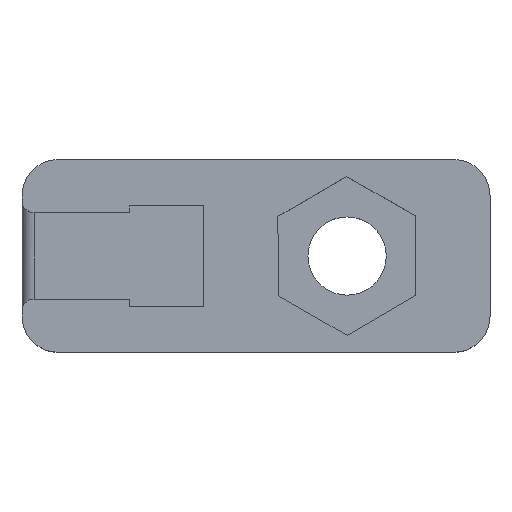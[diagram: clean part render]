
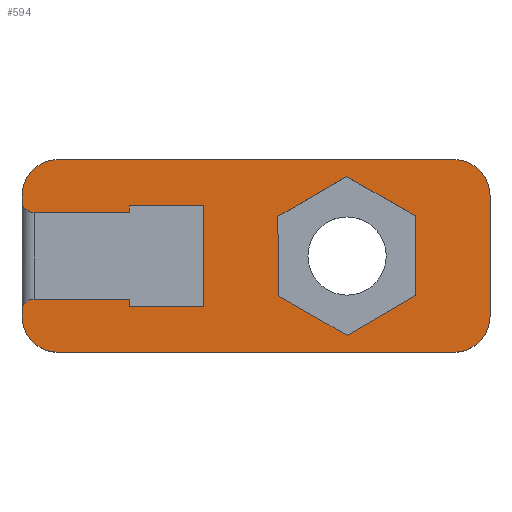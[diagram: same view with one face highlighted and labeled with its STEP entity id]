
A CAD part, top view. The second image highlights one B-rep face of the part: STEP entity #594.
In plain terms, the highlighted planar face has unit normal (0, 0, 1).
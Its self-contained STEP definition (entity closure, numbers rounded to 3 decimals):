
#18=FACE_BOUND('',#97,.T.);
#29=PLANE('',#660);
#61=FACE_OUTER_BOUND('',#96,.T.);
#96=EDGE_LOOP('',(#480,#481,#482,#483,#484,#485,#486,#487,#488,#489,#490,
#491,#492,#493,#494,#495,#496,#497));
#97=EDGE_LOOP('',(#498,#499,#500,#501,#502,#503));
#115=CIRCLE('',#624,0.5);
#116=CIRCLE('',#627,0.5);
#129=CIRCLE('',#650,1.5);
#130=CIRCLE('',#653,1.5);
#131=CIRCLE('',#656,1.5);
#132=CIRCLE('',#658,1.5);
#142=LINE('',#874,#205);
#149=LINE('',#889,#212);
#159=LINE('',#962,#222);
#162=LINE('',#971,#225);
#166=LINE('',#982,#229);
#167=LINE('',#985,#230);
#168=LINE('',#987,#231);
#169=LINE('',#989,#232);
#170=LINE('',#991,#233);
#171=LINE('',#992,#234);
#172=LINE('',#993,#235);
#173=LINE('',#994,#236);
#174=LINE('',#997,#237);
#175=LINE('',#999,#238);
#176=LINE('',#1001,#239);
#177=LINE('',#1003,#240);
#178=LINE('',#1005,#241);
#179=LINE('',#1006,#242);
#205=VECTOR('',#702,10.);
#212=VECTOR('',#713,10.);
#222=VECTOR('',#761,10.);
#225=VECTOR('',#770,10.);
#229=VECTOR('',#784,10.);
#230=VECTOR('',#787,10.);
#231=VECTOR('',#788,10.);
#232=VECTOR('',#789,10.);
#233=VECTOR('',#790,10.);
#234=VECTOR('',#791,10.);
#235=VECTOR('',#792,10.);
#236=VECTOR('',#793,10.);
#237=VECTOR('',#794,10.);
#238=VECTOR('',#795,10.);
#239=VECTOR('',#796,10.);
#240=VECTOR('',#797,10.);
#241=VECTOR('',#798,10.);
#242=VECTOR('',#799,10.);
#261=VERTEX_POINT('',#850);
#262=VERTEX_POINT('',#852);
#265=VERTEX_POINT('',#859);
#266=VERTEX_POINT('',#861);
#269=VERTEX_POINT('',#872);
#275=VERTEX_POINT('',#888);
#290=VERTEX_POINT('',#954);
#291=VERTEX_POINT('',#956);
#292=VERTEX_POINT('',#960);
#293=VERTEX_POINT('',#964);
#294=VERTEX_POINT('',#965);
#295=VERTEX_POINT('',#970);
#296=VERTEX_POINT('',#974);
#297=VERTEX_POINT('',#978);
#298=VERTEX_POINT('',#984);
#299=VERTEX_POINT('',#986);
#300=VERTEX_POINT('',#988);
#301=VERTEX_POINT('',#990);
#302=VERTEX_POINT('',#995);
#303=VERTEX_POINT('',#996);
#304=VERTEX_POINT('',#998);
#305=VERTEX_POINT('',#1000);
#306=VERTEX_POINT('',#1002);
#307=VERTEX_POINT('',#1004);
#316=EDGE_CURVE('',#261,#262,#115,.T.);
#320=EDGE_CURVE('',#265,#266,#116,.T.);
#327=EDGE_CURVE('',#261,#269,#142,.T.);
#334=EDGE_CURVE('',#275,#266,#149,.T.);
#354=EDGE_CURVE('',#290,#291,#129,.T.);
#357=EDGE_CURVE('',#290,#292,#159,.T.);
#358=EDGE_CURVE('',#293,#294,#130,.T.);
#361=EDGE_CURVE('',#294,#295,#162,.T.);
#363=EDGE_CURVE('',#295,#296,#131,.T.);
#365=EDGE_CURVE('',#297,#292,#132,.T.);
#367=EDGE_CURVE('',#297,#296,#166,.T.);
#368=EDGE_CURVE('',#269,#298,#167,.T.);
#369=EDGE_CURVE('',#298,#299,#168,.T.);
#370=EDGE_CURVE('',#299,#300,#169,.T.);
#371=EDGE_CURVE('',#300,#301,#170,.T.);
#372=EDGE_CURVE('',#301,#275,#171,.T.);
#373=EDGE_CURVE('',#291,#265,#172,.T.);
#374=EDGE_CURVE('',#262,#293,#173,.T.);
#375=EDGE_CURVE('',#302,#303,#174,.T.);
#376=EDGE_CURVE('',#303,#304,#175,.T.);
#377=EDGE_CURVE('',#304,#305,#176,.T.);
#378=EDGE_CURVE('',#305,#306,#177,.T.);
#379=EDGE_CURVE('',#306,#307,#178,.T.);
#380=EDGE_CURVE('',#307,#302,#179,.T.);
#480=ORIENTED_EDGE('',*,*,#316,.F.);
#481=ORIENTED_EDGE('',*,*,#327,.T.);
#482=ORIENTED_EDGE('',*,*,#368,.T.);
#483=ORIENTED_EDGE('',*,*,#369,.T.);
#484=ORIENTED_EDGE('',*,*,#370,.T.);
#485=ORIENTED_EDGE('',*,*,#371,.T.);
#486=ORIENTED_EDGE('',*,*,#372,.T.);
#487=ORIENTED_EDGE('',*,*,#334,.T.);
#488=ORIENTED_EDGE('',*,*,#320,.F.);
#489=ORIENTED_EDGE('',*,*,#373,.F.);
#490=ORIENTED_EDGE('',*,*,#354,.F.);
#491=ORIENTED_EDGE('',*,*,#357,.T.);
#492=ORIENTED_EDGE('',*,*,#365,.F.);
#493=ORIENTED_EDGE('',*,*,#367,.T.);
#494=ORIENTED_EDGE('',*,*,#363,.F.);
#495=ORIENTED_EDGE('',*,*,#361,.F.);
#496=ORIENTED_EDGE('',*,*,#358,.F.);
#497=ORIENTED_EDGE('',*,*,#374,.F.);
#498=ORIENTED_EDGE('',*,*,#375,.T.);
#499=ORIENTED_EDGE('',*,*,#376,.T.);
#500=ORIENTED_EDGE('',*,*,#377,.T.);
#501=ORIENTED_EDGE('',*,*,#378,.T.);
#502=ORIENTED_EDGE('',*,*,#379,.T.);
#503=ORIENTED_EDGE('',*,*,#380,.T.);
#594=ADVANCED_FACE('',(#61,#18),#29,.T.);
#624=AXIS2_PLACEMENT_3D('',#853,#681,#682);
#627=AXIS2_PLACEMENT_3D('',#862,#689,#690);
#650=AXIS2_PLACEMENT_3D('',#957,#755,#756);
#653=AXIS2_PLACEMENT_3D('',#966,#764,#765);
#656=AXIS2_PLACEMENT_3D('',#975,#774,#775);
#658=AXIS2_PLACEMENT_3D('',#979,#779,#780);
#660=AXIS2_PLACEMENT_3D('',#983,#785,#786);
#681=DIRECTION('center_axis',(0.,0.,-1.));
#682=DIRECTION('ref_axis',(-0.707,-0.707,0.));
#689=DIRECTION('center_axis',(0.,0.,-1.));
#690=DIRECTION('ref_axis',(-0.707,0.707,0.));
#702=DIRECTION('',(1.,0.,0.));
#713=DIRECTION('',(-1.,0.,0.));
#755=DIRECTION('center_axis',(0.,0.,-1.));
#756=DIRECTION('ref_axis',(-0.707,-0.707,0.));
#761=DIRECTION('',(1.,0.,0.));
#764=DIRECTION('center_axis',(0.,0.,-1.));
#765=DIRECTION('ref_axis',(-0.707,0.707,0.));
#770=DIRECTION('',(1.,0.,0.));
#774=DIRECTION('center_axis',(0.,0.,-1.));
#775=DIRECTION('ref_axis',(0.707,0.707,0.));
#779=DIRECTION('center_axis',(0.,0.,-1.));
#780=DIRECTION('ref_axis',(0.707,-0.707,0.));
#784=DIRECTION('',(0.,1.,0.));
#785=DIRECTION('center_axis',(0.,0.,1.));
#786=DIRECTION('ref_axis',(-1.,0.,0.));
#787=DIRECTION('',(0.,1.,0.));
#788=DIRECTION('',(1.,0.,0.));
#789=DIRECTION('',(0.,-1.,0.));
#790=DIRECTION('',(-1.,0.,0.));
#791=DIRECTION('',(0.,1.,0.));
#792=DIRECTION('',(0.,1.,0.));
#793=DIRECTION('',(0.,1.,0.));
#794=DIRECTION('',(-0.864,-0.503,0.));
#795=DIRECTION('',(-0.868,0.497,0.));
#796=DIRECTION('',(-0.004,1.,0.));
#797=DIRECTION('',(0.864,0.503,0.));
#798=DIRECTION('',(0.868,-0.497,0.));
#799=DIRECTION('',(0.004,-1.,0.));
#850=CARTESIAN_POINT('',(-95.5,35.3,110.6));
#852=CARTESIAN_POINT('',(-96.,35.8,110.6));
#853=CARTESIAN_POINT('Origin',(-95.5,35.8,110.6));
#859=CARTESIAN_POINT('',(-96.,31.2,110.6));
#861=CARTESIAN_POINT('',(-95.5,31.7,110.6));
#862=CARTESIAN_POINT('Origin',(-95.5,31.2,110.6));
#872=CARTESIAN_POINT('',(-91.55,35.3,110.6));
#874=CARTESIAN_POINT('',(-92.25,35.3,110.6));
#888=CARTESIAN_POINT('',(-91.55,31.7,110.6));
#889=CARTESIAN_POINT('',(-90.025,31.7,110.6));
#954=CARTESIAN_POINT('',(-94.5,29.5,110.6));
#956=CARTESIAN_POINT('',(-96.,31.,110.6));
#957=CARTESIAN_POINT('Origin',(-94.5,31.,110.6));
#960=CARTESIAN_POINT('',(-78.066,29.5,110.6));
#962=CARTESIAN_POINT('',(-81.,29.5,110.6));
#964=CARTESIAN_POINT('',(-96.,36.,110.6));
#965=CARTESIAN_POINT('',(-94.5,37.5,110.6));
#966=CARTESIAN_POINT('Origin',(-94.5,36.,110.6));
#970=CARTESIAN_POINT('',(-78.066,37.5,110.6));
#971=CARTESIAN_POINT('',(-96.,37.5,110.6));
#974=CARTESIAN_POINT('',(-76.566,36.,110.6));
#975=CARTESIAN_POINT('Origin',(-78.066,36.,110.6));
#978=CARTESIAN_POINT('',(-76.566,31.,110.6));
#979=CARTESIAN_POINT('Origin',(-78.066,31.,110.6));
#982=CARTESIAN_POINT('',(-76.566,32.,110.6));
#983=CARTESIAN_POINT('Origin',(-88.5,33.5,110.6));
#984=CARTESIAN_POINT('',(-91.55,35.585,110.6));
#985=CARTESIAN_POINT('',(-91.55,32.457,110.6));
#986=CARTESIAN_POINT('',(-88.45,35.585,110.6));
#987=CARTESIAN_POINT('',(-90.025,35.585,110.6));
#988=CARTESIAN_POINT('',(-88.45,31.415,110.6));
#989=CARTESIAN_POINT('',(-88.45,34.542,110.6));
#990=CARTESIAN_POINT('',(-91.55,31.415,110.6));
#991=CARTESIAN_POINT('',(-88.475,31.415,110.6));
#992=CARTESIAN_POINT('',(-91.55,32.457,110.6));
#993=CARTESIAN_POINT('',(-96.,36.5,110.6));
#994=CARTESIAN_POINT('',(-96.,36.5,110.6));
#995=CARTESIAN_POINT('',(-79.644,31.861,110.6));
#996=CARTESIAN_POINT('',(-82.495,30.2,110.6));
#997=CARTESIAN_POINT('',(-82.593,30.143,110.6));
#998=CARTESIAN_POINT('',(-85.359,31.839,110.6));
#999=CARTESIAN_POINT('',(-85.468,31.901,110.6));
#1000=CARTESIAN_POINT('',(-85.372,35.139,110.6));
#1001=CARTESIAN_POINT('',(-85.363,32.676,110.6));
#1002=CARTESIAN_POINT('',(-82.521,36.8,110.6));
#1003=CARTESIAN_POINT('',(-86.896,34.251,110.6));
#1004=CARTESIAN_POINT('',(-79.657,35.161,110.6));
#1005=CARTESIAN_POINT('',(-84.062,37.682,110.6));
#1006=CARTESIAN_POINT('',(-79.653,34.348,110.6));
